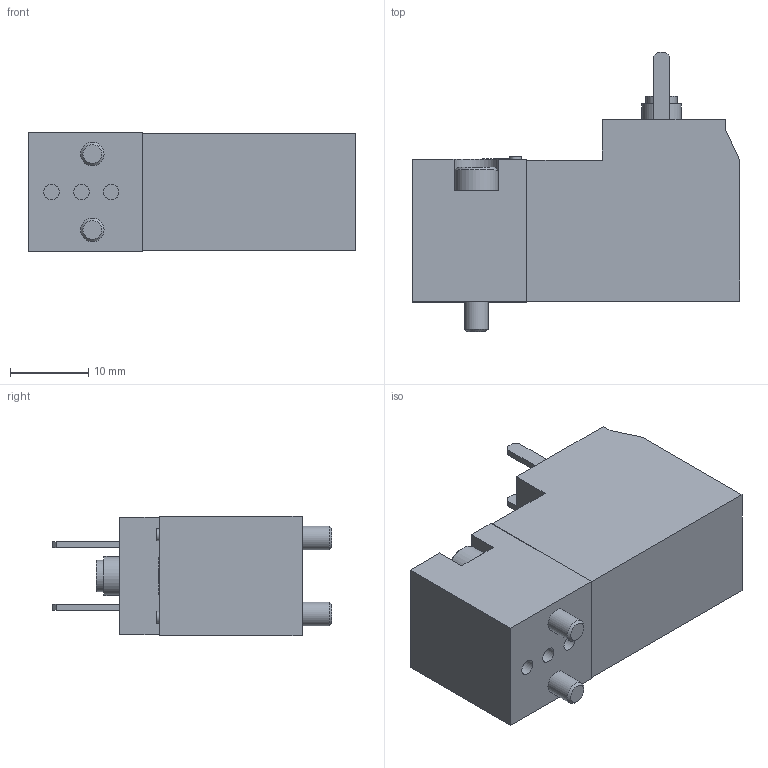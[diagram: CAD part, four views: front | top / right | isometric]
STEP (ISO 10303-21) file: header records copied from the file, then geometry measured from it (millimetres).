
FILE_DESCRIPTION(/* description */ ('STEP AP214'),/* implementation_level */ '2;1');
FILE_NAME(/* name */ '8040566_VSCS-B-M32-MH-WA-1AC1-8',/* time_stamp */ '2024-09-17T04:30:32+02:00',/* author */ ('License CC BY-ND 4.0'),/* organization */ ('CADENAS'),/* preprocessor_version */ 'ST-DEVELOPER v19.3',/* originating_system */ 'PARTsolutions',/* authorisation */ ' ');
FILE_SCHEMA (('AUTOMOTIVE_DESIGN {1 0 10303 214 3 1 1}'));
Length unit declared in the file: millimetre
Products named in the file (1): 8040566 VSCS-B-M32-MH-WA-1AC1-8
Bounding box: 41.85 x 35.7 x 15.2 mm (x, y, z)
Volume: 12636.5 mm3; surface area: 4173 mm2
Topology: 1 solids, 1 shells, 87 faces, 204 edges, 135 vertices
Faces by surface type: plane 62, cylinder 16, cone 9
Full cylindrical faces by diameter (mm): 1.52 x2, 2 x3, 2.013 x1, 2.5 x1, 3 x2, 4 x1, 4.8 x1, 5 x1, 5.5 x2
Entity records: 2914 total; most frequent: CARTESIAN_POINT 423, DIRECTION 374, ORIENTED_EDGE 340, EDGE_CURVE 170, AXIS2_PLACEMENT_3D 128, FACE_BOUND 127, EDGE_LOOP 126, VERTEX_POINT 125
